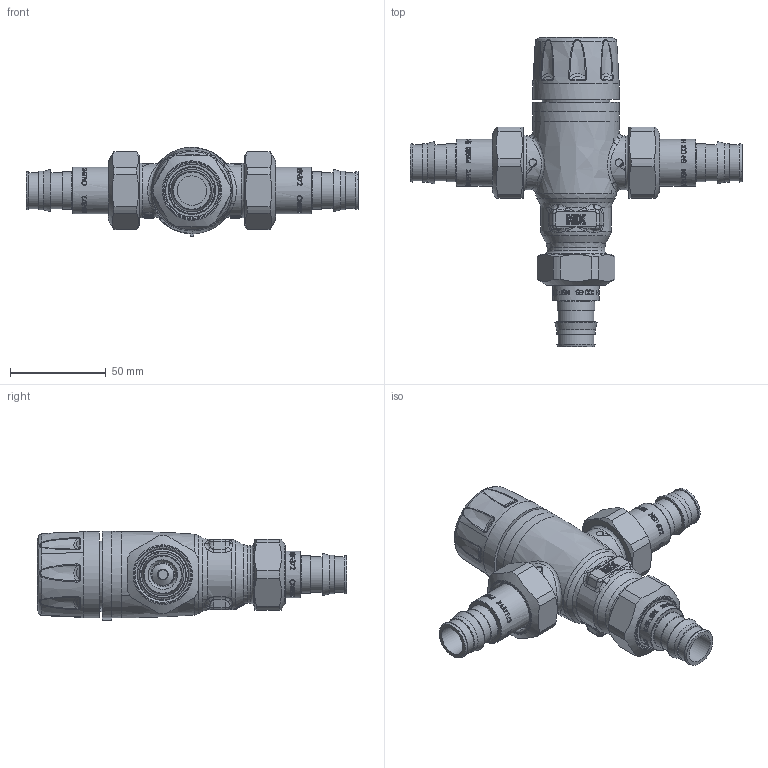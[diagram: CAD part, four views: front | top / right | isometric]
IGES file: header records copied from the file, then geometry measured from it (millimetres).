
Global section: file name: 521508AC_Simplify_1; native system: Autodesk Inventor 2025; preprocessor: unknown; author: ischreiner; date: 20250731.091213; units: inch
Bounding box: 173.03 x 161.53 x 46.48 mm (x, y, z)
Volume: 237079.2 mm3; surface area: 63661.1 mm2
Topology: 9 solids, 9 shells, 3293 faces, 8615 edges, 5433 vertices
Faces by surface type: bspline 3293
